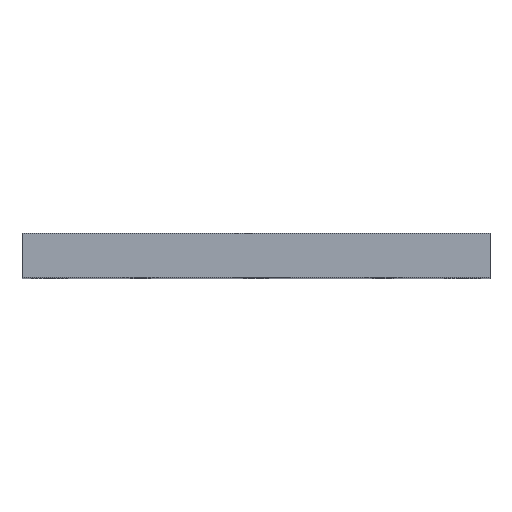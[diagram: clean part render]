
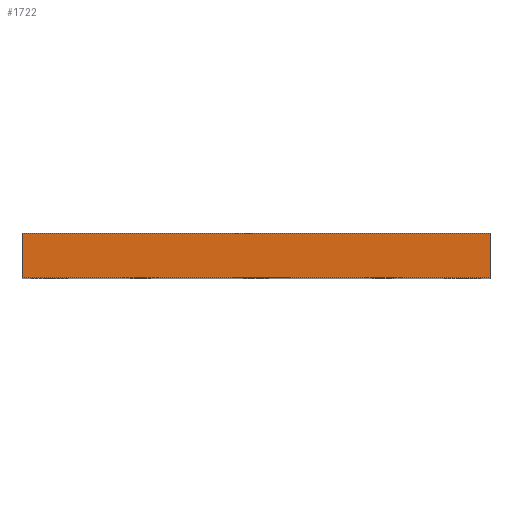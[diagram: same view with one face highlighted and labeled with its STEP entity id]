
A CAD part, top view. The second image highlights one B-rep face of the part: STEP entity #1722.
In plain terms, the highlighted planar face has unit normal (0, 0, 1).
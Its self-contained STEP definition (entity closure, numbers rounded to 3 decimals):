
#124 = LINE ( 'NONE', #2129, #949 ) ;
#199 = EDGE_CURVE ( 'NONE', #1420, #1487, #124, .T. ) ;
#257 = EDGE_LOOP ( 'NONE', ( #1336, #1116, #2065, #1542 ) ) ;
#304 = PLANE ( 'NONE',  #1874 ) ;
#322 = CARTESIAN_POINT ( 'NONE',  ( -42.5, -4., 155. ) ) ;
#367 = VECTOR ( 'NONE', #1315, 1000. ) ;
#399 = DIRECTION ( 'NONE',  ( -1., 0., 0. ) ) ;
#456 = DIRECTION ( 'NONE',  ( 0., 0., -1. ) ) ;
#504 = VERTEX_POINT ( 'NONE', #322 ) ;
#609 = FACE_OUTER_BOUND ( 'NONE', #257, .T. ) ;
#949 = VECTOR ( 'NONE', #1661, 1000. ) ;
#1002 = VECTOR ( 'NONE', #1876, 1000. ) ;
#1086 = EDGE_CURVE ( 'NONE', #1487, #1676, #1368, .T. ) ;
#1094 = DIRECTION ( 'NONE',  ( -1., 0., 0. ) ) ;
#1103 = CARTESIAN_POINT ( 'NONE',  ( 0., 0., 155. ) ) ;
#1116 = ORIENTED_EDGE ( 'NONE', *, *, #1086, .T. ) ;
#1170 = EDGE_CURVE ( 'NONE', #1676, #504, #1727, .T. ) ;
#1207 = CARTESIAN_POINT ( 'NONE',  ( -42.5, -4., 155. ) ) ;
#1315 = DIRECTION ( 'NONE',  ( 1., 0., 0. ) ) ;
#1336 = ORIENTED_EDGE ( 'NONE', *, *, #199, .T. ) ;
#1368 = LINE ( 'NONE', #2037, #1381 ) ;
#1381 = VECTOR ( 'NONE', #399, 1000. ) ;
#1420 = VERTEX_POINT ( 'NONE', #1478 ) ;
#1466 = CARTESIAN_POINT ( 'NONE',  ( -42.5, 4., 155. ) ) ;
#1478 = CARTESIAN_POINT ( 'NONE',  ( 42.5, -4., 155. ) ) ;
#1487 = VERTEX_POINT ( 'NONE', #1590 ) ;
#1542 = ORIENTED_EDGE ( 'NONE', *, *, #1937, .T. ) ;
#1590 = CARTESIAN_POINT ( 'NONE',  ( 42.5, 4., 155. ) ) ;
#1592 = LINE ( 'NONE', #1957, #367 ) ;
#1661 = DIRECTION ( 'NONE',  ( 0., 1., 0. ) ) ;
#1676 = VERTEX_POINT ( 'NONE', #1466 ) ;
#1722 = ADVANCED_FACE ( 'NONE', ( #609 ), #304, .F. ) ;
#1727 = LINE ( 'NONE', #1207, #1002 ) ;
#1874 = AXIS2_PLACEMENT_3D ( 'NONE', #1103, #456, #1094 ) ;
#1876 = DIRECTION ( 'NONE',  ( 0., -1., 0. ) ) ;
#1937 = EDGE_CURVE ( 'NONE', #504, #1420, #1592, .T. ) ;
#1957 = CARTESIAN_POINT ( 'NONE',  ( -42.5, -4., 155. ) ) ;
#2037 = CARTESIAN_POINT ( 'NONE',  ( -42.5, 4., 155. ) ) ;
#2065 = ORIENTED_EDGE ( 'NONE', *, *, #1170, .T. ) ;
#2129 = CARTESIAN_POINT ( 'NONE',  ( 42.5, -4., 155. ) ) ;
